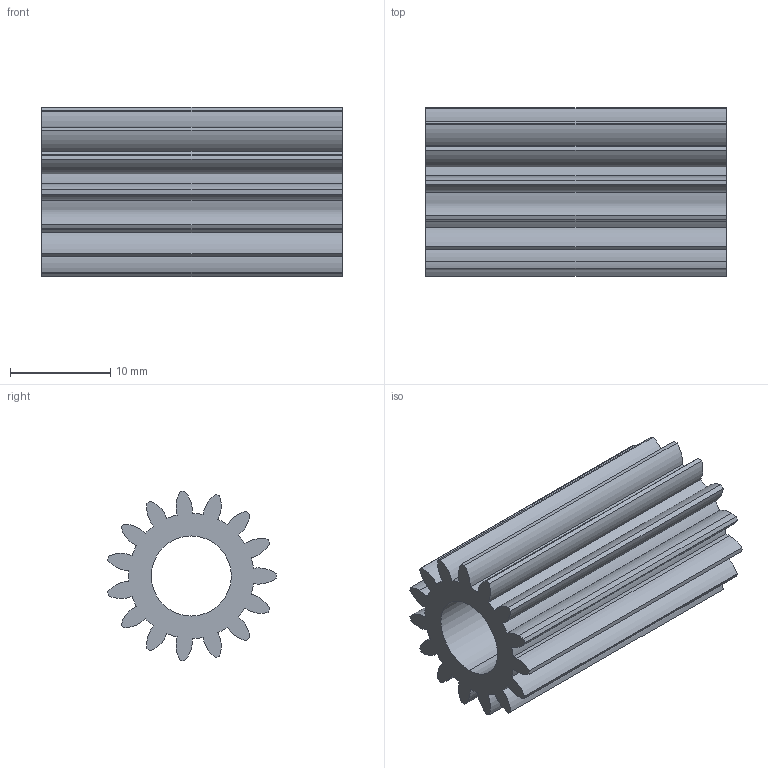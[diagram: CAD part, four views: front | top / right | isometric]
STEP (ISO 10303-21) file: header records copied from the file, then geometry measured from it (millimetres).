
FILE_DESCRIPTION (( 'STEP AP203' ), '1' );
FILE_NAME ('pignon_moteur_15_dents.STEP', '2020-04-03T16:12:19', ( '' ), ( '' ), 'SwSTEP 2.0', 'SolidWorks 2018', '' );
FILE_SCHEMA (( 'CONFIG_CONTROL_DESIGN' ));
Length unit declared in the file: millimetre
Products named in the file (1): pignon_moteur_15_dents
Bounding box: 30 x 16.86 x 16.95 mm (x, y, z)
Volume: 3523.9 mm3; surface area: 3850.8 mm2
Topology: 1 solids, 1 shells, 68 faces, 198 edges, 132 vertices
Faces by surface type: cylinder 66, plane 2
Entity records: 2415 total; most frequent: DIRECTION 468, CARTESIAN_POINT 399, ORIENTED_EDGE 396, AXIS2_PLACEMENT_3D 201, EDGE_CURVE 198, CIRCLE 132, VERTEX_POINT 132, EDGE_LOOP 70
